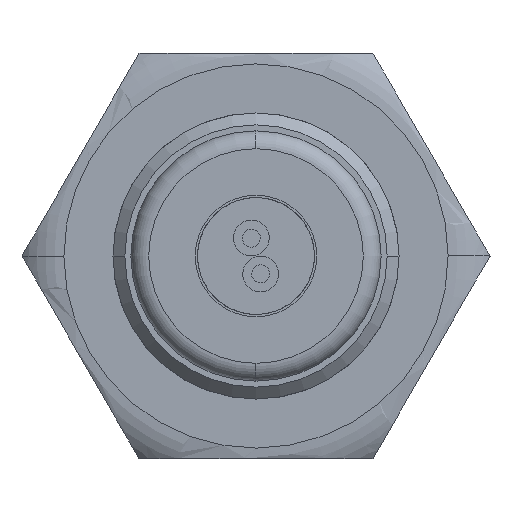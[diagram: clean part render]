
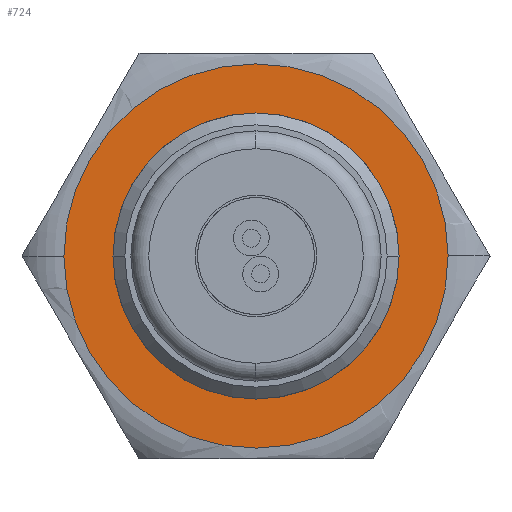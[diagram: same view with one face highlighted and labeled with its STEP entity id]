
A CAD part, front view. The second image highlights one B-rep face of the part: STEP entity #724.
In plain terms, the highlighted face is planar.
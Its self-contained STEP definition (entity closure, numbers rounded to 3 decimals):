
#52 = CARTESIAN_POINT ( 'NONE',  ( -8.058, 0., 2. ) ) ;
#84 = ORIENTED_EDGE ( 'NONE', *, *, #1149, .T. ) ;
#149 = DIRECTION ( 'NONE',  ( 1., 0., 0. ) ) ;
#178 = CARTESIAN_POINT ( 'NONE',  ( 0., 0., 2. ) ) ;
#294 = CIRCLE ( 'NONE', #1999, 6. ) ;
#392 = AXIS2_PLACEMENT_3D ( 'NONE', #1027, #2275, #2451 ) ;
#435 = EDGE_LOOP ( 'NONE', ( #2134, #84 ) ) ;
#446 = CIRCLE ( 'NONE', #2363, 8.058 ) ;
#639 = EDGE_CURVE ( 'NONE', #2352, #1692, #2449, .T. ) ;
#723 = DIRECTION ( 'NONE',  ( 0., 0., -1. ) ) ;
#724 = ADVANCED_FACE ( 'NONE', ( #2299, #1540 ), #1281, .F. ) ;
#823 = CARTESIAN_POINT ( 'NONE',  ( 8.058, 0., 2. ) ) ;
#853 = CIRCLE ( 'NONE', #392, 6. ) ;
#1027 = CARTESIAN_POINT ( 'NONE',  ( 0., 0., 2. ) ) ;
#1149 = EDGE_CURVE ( 'NONE', #1692, #2352, #446, .T. ) ;
#1156 = CARTESIAN_POINT ( 'NONE',  ( 0., 0., 2. ) ) ;
#1211 = EDGE_CURVE ( 'NONE', #2311, #1963, #294, .T. ) ;
#1224 = DIRECTION ( 'NONE',  ( 1., 0., 0. ) ) ;
#1281 = PLANE ( 'NONE',  #2101 ) ;
#1303 = AXIS2_PLACEMENT_3D ( 'NONE', #2238, #2032, #1224 ) ;
#1390 = CARTESIAN_POINT ( 'NONE',  ( -6., 0., 2. ) ) ;
#1540 = FACE_BOUND ( 'NONE', #1587, .T. ) ;
#1587 = EDGE_LOOP ( 'NONE', ( #2220, #2350 ) ) ;
#1590 = EDGE_CURVE ( 'NONE', #1963, #2311, #853, .T. ) ;
#1602 = DIRECTION ( 'NONE',  ( 0., 0., 1. ) ) ;
#1692 = VERTEX_POINT ( 'NONE', #52 ) ;
#1732 = CARTESIAN_POINT ( 'NONE',  ( 0., 0., 2. ) ) ;
#1918 = CARTESIAN_POINT ( 'NONE',  ( 6., 0., 2. ) ) ;
#1963 = VERTEX_POINT ( 'NONE', #1390 ) ;
#1969 = DIRECTION ( 'NONE',  ( 0., 0., 1. ) ) ;
#1991 = DIRECTION ( 'NONE',  ( 1., 0., 0. ) ) ;
#1999 = AXIS2_PLACEMENT_3D ( 'NONE', #1156, #1969, #149 ) ;
#2032 = DIRECTION ( 'NONE',  ( 0., 0., 1. ) ) ;
#2101 = AXIS2_PLACEMENT_3D ( 'NONE', #1732, #723, #2149 ) ;
#2134 = ORIENTED_EDGE ( 'NONE', *, *, #639, .T. ) ;
#2149 = DIRECTION ( 'NONE',  ( -1., 0., 0. ) ) ;
#2220 = ORIENTED_EDGE ( 'NONE', *, *, #1590, .F. ) ;
#2238 = CARTESIAN_POINT ( 'NONE',  ( 0., 0., 2. ) ) ;
#2275 = DIRECTION ( 'NONE',  ( 0., 0., 1. ) ) ;
#2299 = FACE_OUTER_BOUND ( 'NONE', #435, .T. ) ;
#2311 = VERTEX_POINT ( 'NONE', #1918 ) ;
#2350 = ORIENTED_EDGE ( 'NONE', *, *, #1211, .F. ) ;
#2352 = VERTEX_POINT ( 'NONE', #823 ) ;
#2363 = AXIS2_PLACEMENT_3D ( 'NONE', #178, #1602, #1991 ) ;
#2449 = CIRCLE ( 'NONE', #1303, 8.058 ) ;
#2451 = DIRECTION ( 'NONE',  ( 1., 0., 0. ) ) ;
